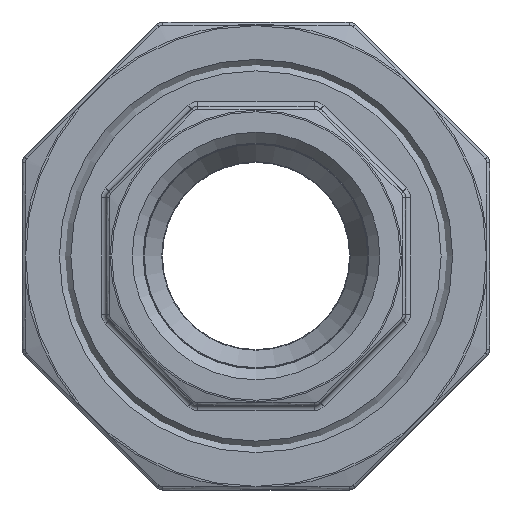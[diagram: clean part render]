
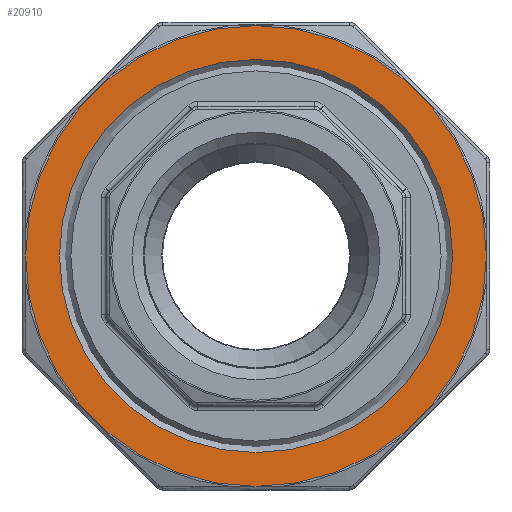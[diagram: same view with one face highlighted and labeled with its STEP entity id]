
A CAD part, left-side view. The second image highlights one B-rep face of the part: STEP entity #20910.
In plain terms, the highlighted planar face has unit normal (-1, 0, 0).
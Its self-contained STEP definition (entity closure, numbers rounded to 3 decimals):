
#1669 = AXIS2_PLACEMENT_3D ( 'NONE', #2540, #4605, #11121 ) ;
#2540 = CARTESIAN_POINT ( 'NONE',  ( -9.5, 0., 0. ) ) ;
#4170 = VERTEX_POINT ( 'NONE', #16021 ) ;
#4222 = ORIENTED_EDGE ( 'NONE', *, *, #10330, .T. ) ;
#4605 = DIRECTION ( 'NONE',  ( -1., 0., 0. ) ) ;
#7333 = EDGE_LOOP ( 'NONE', ( #15946 ) ) ;
#7884 = FACE_OUTER_BOUND ( 'NONE', #18657, .T. ) ;
#9094 = VERTEX_POINT ( 'NONE', #14100 ) ;
#9186 = AXIS2_PLACEMENT_3D ( 'NONE', #11558, #21559, #18257 ) ;
#10330 = EDGE_CURVE ( 'NONE', #9094, #9094, #20595, .T. ) ;
#11121 = DIRECTION ( 'NONE',  ( 0., 0., 1. ) ) ;
#11558 = CARTESIAN_POINT ( 'NONE',  ( -9.5, 34.92, 0. ) ) ;
#13685 = AXIS2_PLACEMENT_3D ( 'NONE', #20942, #15820, #20828 ) ;
#14100 = CARTESIAN_POINT ( 'NONE',  ( -9.5, 0., 24.612 ) ) ;
#15820 = DIRECTION ( 'NONE',  ( 1., 0., 0. ) ) ;
#15946 = ORIENTED_EDGE ( 'NONE', *, *, #19373, .T. ) ;
#16021 = CARTESIAN_POINT ( 'NONE',  ( -9.5, 0., -21. ) ) ;
#16765 = FACE_BOUND ( 'NONE', #7333, .T. ) ;
#18257 = DIRECTION ( 'NONE',  ( 0., 0., 1. ) ) ;
#18657 = EDGE_LOOP ( 'NONE', ( #4222 ) ) ;
#19136 = CIRCLE ( 'NONE', #13685, 21. ) ;
#19373 = EDGE_CURVE ( 'NONE', #4170, #4170, #19136, .T. ) ;
#19988 = PLANE ( 'NONE',  #9186 ) ;
#20595 = CIRCLE ( 'NONE', #1669, 24.612 ) ;
#20828 = DIRECTION ( 'NONE',  ( 0., 0., -1. ) ) ;
#20910 = ADVANCED_FACE ( 'NONE', ( #7884, #16765 ), #19988, .T. ) ;
#20942 = CARTESIAN_POINT ( 'NONE',  ( -9.5, 0., 0. ) ) ;
#21559 = DIRECTION ( 'NONE',  ( -1., 0., 0. ) ) ;
